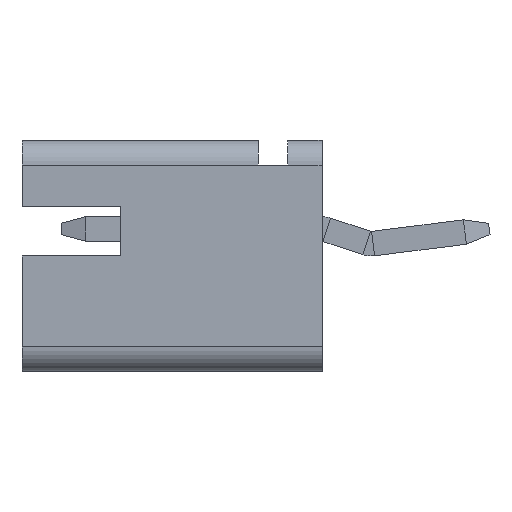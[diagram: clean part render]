
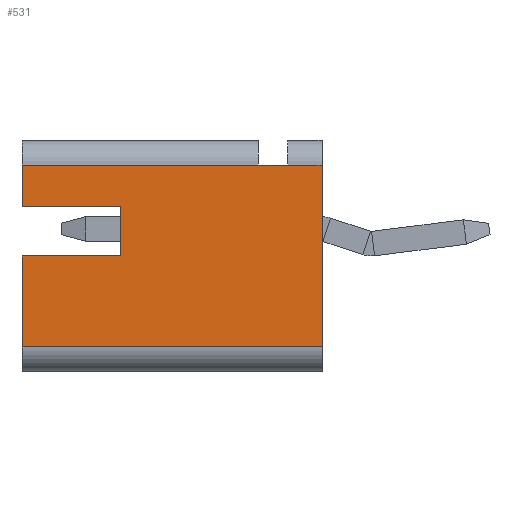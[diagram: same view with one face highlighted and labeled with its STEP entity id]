
A CAD part, left-side view. The second image highlights one B-rep face of the part: STEP entity #531.
In plain terms, the highlighted planar face has unit normal (-1, 0, 0).
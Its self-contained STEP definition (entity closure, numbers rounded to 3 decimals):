
#40 = AXIS2_PLACEMENT_3D ( 'NONE', #2391, #2844, #2867 ) ;
#71 = CARTESIAN_POINT ( 'NONE',  ( -2., 4.1, 0.45 ) ) ;
#141 = LINE ( 'NONE', #519, #2675 ) ;
#174 = VERTEX_POINT ( 'NONE', #2946 ) ;
#256 = VERTEX_POINT ( 'NONE', #708 ) ;
#303 = EDGE_CURVE ( 'NONE', #1767, #174, #475, .T. ) ;
#330 = FACE_OUTER_BOUND ( 'NONE', #2731, .T. ) ;
#389 = VECTOR ( 'NONE', #2282, 1000. ) ;
#421 = CARTESIAN_POINT ( 'NONE',  ( -2., 4.1, 0.45 ) ) ;
#475 = LINE ( 'NONE', #2543, #2194 ) ;
#516 = VECTOR ( 'NONE', #2882, 1000. ) ;
#519 = CARTESIAN_POINT ( 'NONE',  ( -2., 0., -2.4 ) ) ;
#531 = ADVANCED_FACE ( 'NONE', ( #330 ), #779, .F. ) ;
#591 = CARTESIAN_POINT ( 'NONE',  ( -2., 1.3, 1.3 ) ) ;
#667 = CARTESIAN_POINT ( 'NONE',  ( -2., 6.1, -0.55 ) ) ;
#687 = ORIENTED_EDGE ( 'NONE', *, *, #2798, .F. ) ;
#708 = CARTESIAN_POINT ( 'NONE',  ( -2., 6.1, -0.55 ) ) ;
#779 = PLANE ( 'NONE',  #40 ) ;
#858 = VERTEX_POINT ( 'NONE', #2974 ) ;
#962 = ORIENTED_EDGE ( 'NONE', *, *, #2033, .T. ) ;
#1060 = CARTESIAN_POINT ( 'NONE',  ( -2., 1.3, 1.3 ) ) ;
#1092 = VECTOR ( 'NONE', #1739, 1000. ) ;
#1177 = CARTESIAN_POINT ( 'NONE',  ( -2., 0., 1.8 ) ) ;
#1186 = LINE ( 'NONE', #667, #389 ) ;
#1190 = VECTOR ( 'NONE', #2260, 1000. ) ;
#1197 = LINE ( 'NONE', #1177, #2058 ) ;
#1206 = VECTOR ( 'NONE', #2839, 1000. ) ;
#1237 = CARTESIAN_POINT ( 'NONE',  ( -2., 0., 1.3 ) ) ;
#1239 = ORIENTED_EDGE ( 'NONE', *, *, #1288, .F. ) ;
#1257 = ORIENTED_EDGE ( 'NONE', *, *, #2172, .F. ) ;
#1262 = LINE ( 'NONE', #1374, #1190 ) ;
#1288 = EDGE_CURVE ( 'NONE', #2554, #174, #1262, .T. ) ;
#1347 = EDGE_CURVE ( 'NONE', #2402, #256, #1186, .T. ) ;
#1374 = CARTESIAN_POINT ( 'NONE',  ( -2., 6.1, 1.8 ) ) ;
#1422 = DIRECTION ( 'NONE',  ( 0., 1., 0. ) ) ;
#1440 = LINE ( 'NONE', #71, #1206 ) ;
#1470 = ORIENTED_EDGE ( 'NONE', *, *, #2510, .F. ) ;
#1510 = CARTESIAN_POINT ( 'NONE',  ( -2., 0., 1.3 ) ) ;
#1557 = CARTESIAN_POINT ( 'NONE',  ( -2., 6.1, 0.45 ) ) ;
#1568 = CARTESIAN_POINT ( 'NONE',  ( -2., 6.1, 0.45 ) ) ;
#1579 = ORIENTED_EDGE ( 'NONE', *, *, #2055, .F. ) ;
#1583 = LINE ( 'NONE', #591, #1662 ) ;
#1593 = DIRECTION ( 'NONE',  ( 0., 1., 0. ) ) ;
#1662 = VECTOR ( 'NONE', #2397, 1000. ) ;
#1729 = VECTOR ( 'NONE', #1593, 1000. ) ;
#1739 = DIRECTION ( 'NONE',  ( 0., 1., 0. ) ) ;
#1767 = VERTEX_POINT ( 'NONE', #1060 ) ;
#1806 = CARTESIAN_POINT ( 'NONE',  ( -2., 0.7, 1.3 ) ) ;
#1944 = CARTESIAN_POINT ( 'NONE',  ( -2., 4.1, -0.55 ) ) ;
#1955 = CARTESIAN_POINT ( 'NONE',  ( -2., 6.1, -0.55 ) ) ;
#1982 = VERTEX_POINT ( 'NONE', #1806 ) ;
#2023 = LINE ( 'NONE', #1510, #1092 ) ;
#2033 = EDGE_CURVE ( 'NONE', #2402, #858, #141, .T. ) ;
#2055 = EDGE_CURVE ( 'NONE', #2198, #2891, #1440, .T. ) ;
#2058 = VECTOR ( 'NONE', #2983, 1000. ) ;
#2135 = DIRECTION ( 'NONE',  ( 0., -1., 0. ) ) ;
#2172 = EDGE_CURVE ( 'NONE', #256, #2198, #2452, .T. ) ;
#2192 = VERTEX_POINT ( 'NONE', #1237 ) ;
#2194 = VECTOR ( 'NONE', #1422, 1000. ) ;
#2198 = VERTEX_POINT ( 'NONE', #1944 ) ;
#2260 = DIRECTION ( 'NONE',  ( 0., 0., 1. ) ) ;
#2282 = DIRECTION ( 'NONE',  ( 0., 0., 1. ) ) ;
#2283 = EDGE_CURVE ( 'NONE', #1767, #1982, #1583, .T. ) ;
#2391 = CARTESIAN_POINT ( 'NONE',  ( -2., 0., 0. ) ) ;
#2397 = DIRECTION ( 'NONE',  ( 0., -1., 0. ) ) ;
#2402 = VERTEX_POINT ( 'NONE', #2921 ) ;
#2452 = LINE ( 'NONE', #1955, #516 ) ;
#2456 = EDGE_CURVE ( 'NONE', #2192, #1982, #2023, .T. ) ;
#2510 = EDGE_CURVE ( 'NONE', #2891, #2554, #2827, .T. ) ;
#2543 = CARTESIAN_POINT ( 'NONE',  ( -2., 0., 1.3 ) ) ;
#2549 = ORIENTED_EDGE ( 'NONE', *, *, #303, .T. ) ;
#2554 = VERTEX_POINT ( 'NONE', #1557 ) ;
#2632 = ORIENTED_EDGE ( 'NONE', *, *, #2456, .T. ) ;
#2670 = ORIENTED_EDGE ( 'NONE', *, *, #2283, .F. ) ;
#2675 = VECTOR ( 'NONE', #2135, 1000. ) ;
#2731 = EDGE_LOOP ( 'NONE', ( #2956, #962, #687, #2632, #2670, #2549, #1239, #1470, #1579, #1257 ) ) ;
#2798 = EDGE_CURVE ( 'NONE', #2192, #858, #1197, .T. ) ;
#2827 = LINE ( 'NONE', #1568, #1729 ) ;
#2839 = DIRECTION ( 'NONE',  ( 0., 0., 1. ) ) ;
#2844 = DIRECTION ( 'NONE',  ( 1., 0., 0. ) ) ;
#2867 = DIRECTION ( 'NONE',  ( 0., 0., -1. ) ) ;
#2882 = DIRECTION ( 'NONE',  ( 0., -1., 0. ) ) ;
#2891 = VERTEX_POINT ( 'NONE', #421 ) ;
#2921 = CARTESIAN_POINT ( 'NONE',  ( -2., 6.1, -2.4 ) ) ;
#2946 = CARTESIAN_POINT ( 'NONE',  ( -2., 6.1, 1.3 ) ) ;
#2956 = ORIENTED_EDGE ( 'NONE', *, *, #1347, .F. ) ;
#2974 = CARTESIAN_POINT ( 'NONE',  ( -2., 0., -2.4 ) ) ;
#2983 = DIRECTION ( 'NONE',  ( 0., 0., -1. ) ) ;
